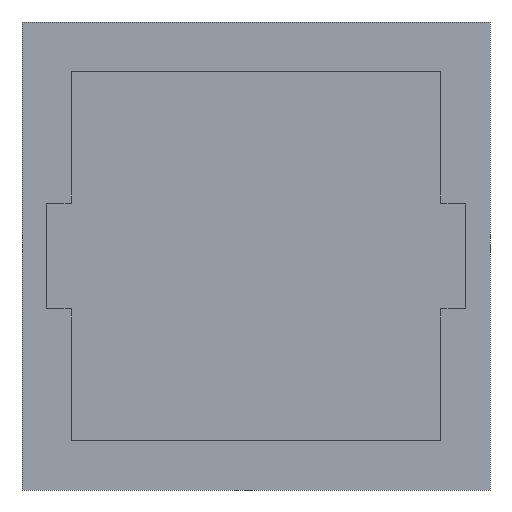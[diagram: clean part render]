
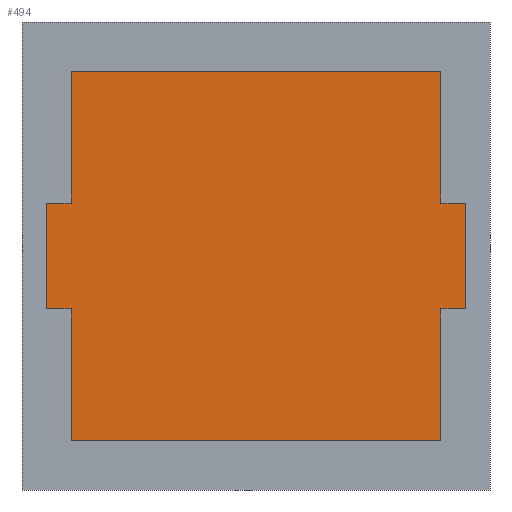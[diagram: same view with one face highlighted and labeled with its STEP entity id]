
A CAD part, front view. The second image highlights one B-rep face of the part: STEP entity #494.
In plain terms, the highlighted planar face has unit normal (0, -1, 0).
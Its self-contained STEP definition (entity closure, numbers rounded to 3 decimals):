
#57=FACE_OUTER_BOUND('',#85,.T.);
#85=EDGE_LOOP('',(#388,#389,#390,#391,#392,#393,#394,#395,#396,#397,#398,
#399));
#101=LINE('',#726,#162);
#105=LINE('',#734,#166);
#108=LINE('',#740,#169);
#111=LINE('',#746,#172);
#114=LINE('',#752,#175);
#117=LINE('',#758,#178);
#120=LINE('',#764,#181);
#123=LINE('',#770,#184);
#126=LINE('',#776,#187);
#129=LINE('',#782,#190);
#132=LINE('',#788,#193);
#135=LINE('',#793,#196);
#162=VECTOR('',#590,10.);
#166=VECTOR('',#596,10.);
#169=VECTOR('',#601,10.);
#172=VECTOR('',#606,10.);
#175=VECTOR('',#611,10.);
#178=VECTOR('',#616,10.);
#181=VECTOR('',#621,10.);
#184=VECTOR('',#626,10.);
#187=VECTOR('',#631,10.);
#190=VECTOR('',#636,10.);
#193=VECTOR('',#641,10.);
#196=VECTOR('',#646,10.);
#223=VERTEX_POINT('',#724);
#224=VERTEX_POINT('',#725);
#227=VERTEX_POINT('',#733);
#229=VERTEX_POINT('',#739);
#231=VERTEX_POINT('',#745);
#233=VERTEX_POINT('',#751);
#235=VERTEX_POINT('',#757);
#237=VERTEX_POINT('',#763);
#239=VERTEX_POINT('',#769);
#241=VERTEX_POINT('',#775);
#243=VERTEX_POINT('',#781);
#245=VERTEX_POINT('',#787);
#265=EDGE_CURVE('',#223,#224,#101,.T.);
#269=EDGE_CURVE('',#224,#227,#105,.T.);
#272=EDGE_CURVE('',#227,#229,#108,.T.);
#275=EDGE_CURVE('',#229,#231,#111,.T.);
#278=EDGE_CURVE('',#231,#233,#114,.T.);
#281=EDGE_CURVE('',#233,#235,#117,.T.);
#284=EDGE_CURVE('',#235,#237,#120,.T.);
#287=EDGE_CURVE('',#237,#239,#123,.T.);
#290=EDGE_CURVE('',#239,#241,#126,.T.);
#293=EDGE_CURVE('',#241,#243,#129,.T.);
#296=EDGE_CURVE('',#243,#245,#132,.T.);
#299=EDGE_CURVE('',#245,#223,#135,.T.);
#388=ORIENTED_EDGE('',*,*,#299,.T.);
#389=ORIENTED_EDGE('',*,*,#265,.T.);
#390=ORIENTED_EDGE('',*,*,#269,.T.);
#391=ORIENTED_EDGE('',*,*,#272,.T.);
#392=ORIENTED_EDGE('',*,*,#275,.T.);
#393=ORIENTED_EDGE('',*,*,#278,.T.);
#394=ORIENTED_EDGE('',*,*,#281,.T.);
#395=ORIENTED_EDGE('',*,*,#284,.T.);
#396=ORIENTED_EDGE('',*,*,#287,.T.);
#397=ORIENTED_EDGE('',*,*,#290,.T.);
#398=ORIENTED_EDGE('',*,*,#293,.T.);
#399=ORIENTED_EDGE('',*,*,#296,.T.);
#467=PLANE('',#561);
#494=ADVANCED_FACE('',(#57),#467,.F.);
#561=AXIS2_PLACEMENT_3D('',#796,#650,#651);
#590=DIRECTION('',(0.,0.,-1.));
#596=DIRECTION('',(1.,0.,0.));
#601=DIRECTION('',(0.,0.,-1.));
#606=DIRECTION('',(1.,0.,0.));
#611=DIRECTION('',(0.,0.,1.));
#616=DIRECTION('',(1.,0.,0.));
#621=DIRECTION('',(0.,0.,1.));
#626=DIRECTION('',(-1.,0.,0.));
#631=DIRECTION('',(0.,0.,1.));
#636=DIRECTION('',(-1.,0.,0.));
#641=DIRECTION('',(0.,0.,-1.));
#646=DIRECTION('',(-1.,0.,0.));
#650=DIRECTION('center_axis',(0.,1.,0.));
#651=DIRECTION('ref_axis',(1.,0.,0.));
#724=CARTESIAN_POINT('',(-3.405,0.,0.86));
#725=CARTESIAN_POINT('',(-3.405,0.,-0.86));
#726=CARTESIAN_POINT('',(-3.405,0.,0.86));
#733=CARTESIAN_POINT('',(-3.,0.,-0.86));
#734=CARTESIAN_POINT('',(-3.405,0.,-0.86));
#739=CARTESIAN_POINT('',(-3.,0.,-3.));
#740=CARTESIAN_POINT('',(-3.,0.,3.));
#745=CARTESIAN_POINT('',(3.,0.,-3.));
#746=CARTESIAN_POINT('',(-3.,0.,-3.));
#751=CARTESIAN_POINT('',(3.,0.,-0.86));
#752=CARTESIAN_POINT('',(3.,0.,-3.));
#757=CARTESIAN_POINT('',(3.405,0.,-0.86));
#758=CARTESIAN_POINT('',(-3.405,0.,-0.86));
#763=CARTESIAN_POINT('',(3.405,0.,0.86));
#764=CARTESIAN_POINT('',(3.405,0.,-0.86));
#769=CARTESIAN_POINT('',(3.,0.,0.86));
#770=CARTESIAN_POINT('',(3.405,0.,0.86));
#775=CARTESIAN_POINT('',(3.,0.,3.));
#776=CARTESIAN_POINT('',(3.,0.,-3.));
#781=CARTESIAN_POINT('',(-3.,0.,3.));
#782=CARTESIAN_POINT('',(3.,0.,3.));
#787=CARTESIAN_POINT('',(-3.,0.,0.86));
#788=CARTESIAN_POINT('',(-3.,0.,3.));
#793=CARTESIAN_POINT('',(3.405,0.,0.86));
#796=CARTESIAN_POINT('Origin',(0.,0.,0.));
